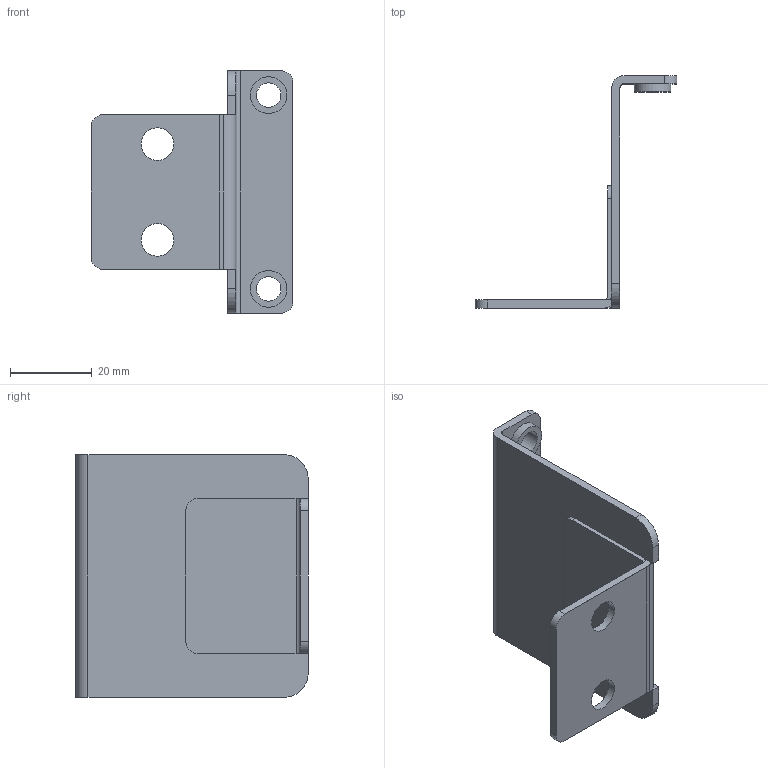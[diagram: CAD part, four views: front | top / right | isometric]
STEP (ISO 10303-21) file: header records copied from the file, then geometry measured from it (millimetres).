
FILE_DESCRIPTION((''),'2;1');
FILE_NAME('UR-B-WD_ASM','2023-02-27T07:28:55',('klemen.sitar'),('Audax d.o.o.'),'CREO PARAMETRIC BY PTC INC, 2021304','CREO PARAMETRIC BY PTC INC, 2021304','');
FILE_SCHEMA(('AP242_MANAGED_MODEL_BASED_3D_ENGINEERING_MIM_LF { 1 0 10303 442 1 1 4 }'));
Length unit declared in the file: millimetre
Products named in the file (3): PRT0004_1_1; 001338161_BU_WD; UR-B-WD_ASM
Assembly tree (2 placements, depth 2):
  UR-B-WD_ASM
    PRT0004_1_1
    001338161_BU_WD
Bounding box: 49.43 x 57 x 59.5 mm (x, y, z)
Volume: 15069.5 mm3; surface area: 16417.4 mm2
Topology: 2 solids, 2 shells, 58 faces, 154 edges, 102 vertices
Faces by surface type: cylinder 32, plane 26
Entity records: 2950 total; most frequent: DIRECTION 346, CARTESIAN_POINT 326, ORIENTED_EDGE 308, PRESENTATION_STYLE_ASSIGNMENT 196, STYLED_ITEM 196, CURVE_STYLE 154, EDGE_CURVE 154, AXIS2_PLACEMENT_3D 129
